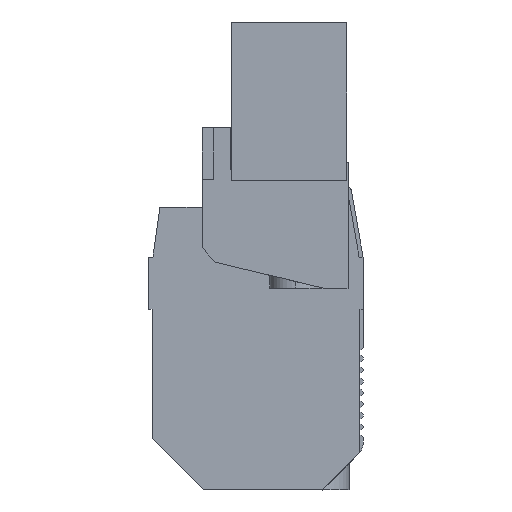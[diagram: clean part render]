
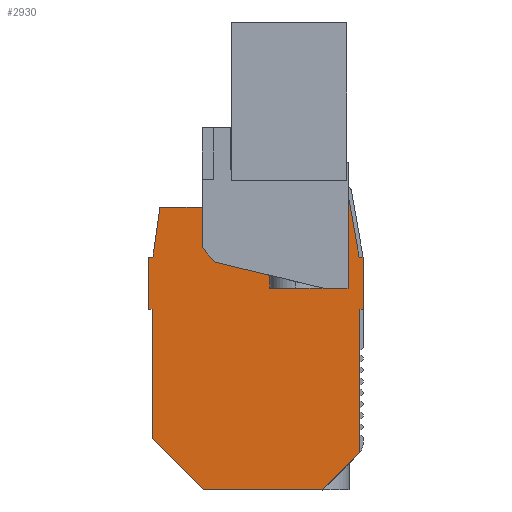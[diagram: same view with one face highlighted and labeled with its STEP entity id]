
A CAD part, left-side view. The second image highlights one B-rep face of the part: STEP entity #2930.
In plain terms, the highlighted planar face has unit normal (-1, 0, 0).
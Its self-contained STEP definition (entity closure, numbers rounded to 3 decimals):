
#2821=AXIS2_PLACEMENT_3D('Plane Axis2P3D',#2818,#2819,#2820) ;
#1345=CARTESIAN_POINT('Vertex',(7.175,12.7,27.207)) ;
#1348=CARTESIAN_POINT('Line Origine',(7.175,12.7,28.207)) ;
#1352=CARTESIAN_POINT('Vertex',(7.175,12.7,29.207)) ;
#2112=CARTESIAN_POINT('Line Origine',(7.175,7.14,29.207)) ;
#2116=CARTESIAN_POINT('Vertex',(7.175,1.58,29.207)) ;
#2666=CARTESIAN_POINT('Vertex',(7.175,19.535,27.207)) ;
#2669=CARTESIAN_POINT('Line Origine',(7.175,16.117,27.207)) ;
#2818=CARTESIAN_POINT('Axis2P3D Location',(7.175,15.35,0.7)) ;
#2823=CARTESIAN_POINT('Line Origine',(7.175,19.872,24.803)) ;
#2827=CARTESIAN_POINT('Vertex',(7.175,20.21,22.4)) ;
#2830=CARTESIAN_POINT('Line Origine',(7.175,20.405,22.4)) ;
#2834=CARTESIAN_POINT('Vertex',(7.175,20.6,22.4)) ;
#2837=CARTESIAN_POINT('Line Origine',(7.175,20.6,19.9)) ;
#2841=CARTESIAN_POINT('Vertex',(7.175,20.6,17.4)) ;
#2844=CARTESIAN_POINT('Line Origine',(7.175,20.45,17.4)) ;
#2848=CARTESIAN_POINT('Vertex',(7.175,20.3,17.4)) ;
#2851=CARTESIAN_POINT('Line Origine',(7.175,20.3,11.168)) ;
#2855=CARTESIAN_POINT('Vertex',(7.175,20.3,4.936)) ;
#2858=CARTESIAN_POINT('Line Origine',(7.175,17.832,2.468)) ;
#2862=CARTESIAN_POINT('Vertex',(7.175,15.364,0.)) ;
#2865=CARTESIAN_POINT('Line Origine',(7.175,9.625,0.)) ;
#2869=CARTESIAN_POINT('Vertex',(7.175,3.886,0.)) ;
#2872=CARTESIAN_POINT('Line Origine',(7.175,2.093,1.793)) ;
#2876=CARTESIAN_POINT('Vertex',(7.175,0.3,3.586)) ;
#2879=CARTESIAN_POINT('Line Origine',(7.175,0.3,10.493)) ;
#2883=CARTESIAN_POINT('Vertex',(7.175,0.3,17.4)) ;
#2886=CARTESIAN_POINT('Line Origine',(7.175,0.15,17.4)) ;
#2890=CARTESIAN_POINT('Vertex',(7.175,0.,17.4)) ;
#2893=CARTESIAN_POINT('Line Origine',(7.175,0.,19.9)) ;
#2897=CARTESIAN_POINT('Vertex',(7.175,0.,22.4)) ;
#2900=CARTESIAN_POINT('Line Origine',(7.175,0.19,22.4)) ;
#2904=CARTESIAN_POINT('Vertex',(7.175,0.38,22.4)) ;
#2907=CARTESIAN_POINT('Line Origine',(7.175,0.98,25.803)) ;
#1349=DIRECTION('Vector Direction',(0.,0.,-1.)) ;
#2113=DIRECTION('Vector Direction',(0.,1.,0.)) ;
#2670=DIRECTION('Vector Direction',(0.,-1.,0.)) ;
#2819=DIRECTION('Axis2P3D Direction',(-1.,0.,0.)) ;
#2820=DIRECTION('Axis2P3D XDirection',(0.,-1.,0.)) ;
#2824=DIRECTION('Vector Direction',(0.,-0.139,0.99)) ;
#2831=DIRECTION('Vector Direction',(0.,-1.,0.)) ;
#2838=DIRECTION('Vector Direction',(0.,0.,1.)) ;
#2845=DIRECTION('Vector Direction',(0.,1.,0.)) ;
#2852=DIRECTION('Vector Direction',(0.,0.,1.)) ;
#2859=DIRECTION('Vector Direction',(0.,0.707,0.707)) ;
#2866=DIRECTION('Vector Direction',(0.,1.,0.)) ;
#2873=DIRECTION('Vector Direction',(0.,0.707,-0.707)) ;
#2880=DIRECTION('Vector Direction',(0.,0.,1.)) ;
#2887=DIRECTION('Vector Direction',(0.,1.,0.)) ;
#2894=DIRECTION('Vector Direction',(0.,0.,-1.)) ;
#2901=DIRECTION('Vector Direction',(0.,-1.,0.)) ;
#2908=DIRECTION('Vector Direction',(0.,0.174,0.985)) ;
#1350=VECTOR('Line Direction',#1349,1.) ;
#2114=VECTOR('Line Direction',#2113,1.) ;
#2671=VECTOR('Line Direction',#2670,1.) ;
#2825=VECTOR('Line Direction',#2824,1.) ;
#2832=VECTOR('Line Direction',#2831,1.) ;
#2839=VECTOR('Line Direction',#2838,1.) ;
#2846=VECTOR('Line Direction',#2845,1.) ;
#2853=VECTOR('Line Direction',#2852,1.) ;
#2860=VECTOR('Line Direction',#2859,1.) ;
#2867=VECTOR('Line Direction',#2866,1.) ;
#2874=VECTOR('Line Direction',#2873,1.) ;
#2881=VECTOR('Line Direction',#2880,1.) ;
#2888=VECTOR('Line Direction',#2887,1.) ;
#2895=VECTOR('Line Direction',#2894,1.) ;
#2902=VECTOR('Line Direction',#2901,1.) ;
#2909=VECTOR('Line Direction',#2908,1.) ;
#2913=ORIENTED_EDGE('',*,*,#1354,.T.) ;
#2914=ORIENTED_EDGE('',*,*,#2673,.F.) ;
#2915=ORIENTED_EDGE('',*,*,#2829,.F.) ;
#2916=ORIENTED_EDGE('',*,*,#2836,.F.) ;
#2917=ORIENTED_EDGE('',*,*,#2843,.F.) ;
#2918=ORIENTED_EDGE('',*,*,#2850,.F.) ;
#2919=ORIENTED_EDGE('',*,*,#2857,.F.) ;
#2920=ORIENTED_EDGE('',*,*,#2864,.F.) ;
#2921=ORIENTED_EDGE('',*,*,#2871,.F.) ;
#2922=ORIENTED_EDGE('',*,*,#2878,.F.) ;
#2923=ORIENTED_EDGE('',*,*,#2885,.T.) ;
#2924=ORIENTED_EDGE('',*,*,#2892,.F.) ;
#2925=ORIENTED_EDGE('',*,*,#2899,.F.) ;
#2926=ORIENTED_EDGE('',*,*,#2906,.F.) ;
#2927=ORIENTED_EDGE('',*,*,#2911,.T.) ;
#2928=ORIENTED_EDGE('',*,*,#2118,.T.) ;
#2930=ADVANCED_FACE('HOUSING',(#2929),#2822,.T.) ;
#1354=EDGE_CURVE('',#1353,#1346,#1351,.T.) ;
#2118=EDGE_CURVE('',#2117,#1353,#2115,.T.) ;
#2673=EDGE_CURVE('',#2667,#1346,#2672,.T.) ;
#2829=EDGE_CURVE('',#2828,#2667,#2826,.T.) ;
#2836=EDGE_CURVE('',#2835,#2828,#2833,.T.) ;
#2843=EDGE_CURVE('',#2842,#2835,#2840,.T.) ;
#2850=EDGE_CURVE('',#2849,#2842,#2847,.T.) ;
#2857=EDGE_CURVE('',#2856,#2849,#2854,.T.) ;
#2864=EDGE_CURVE('',#2863,#2856,#2861,.T.) ;
#2871=EDGE_CURVE('',#2870,#2863,#2868,.T.) ;
#2878=EDGE_CURVE('',#2877,#2870,#2875,.T.) ;
#2885=EDGE_CURVE('',#2877,#2884,#2882,.T.) ;
#2892=EDGE_CURVE('',#2891,#2884,#2889,.T.) ;
#2899=EDGE_CURVE('',#2898,#2891,#2896,.T.) ;
#2906=EDGE_CURVE('',#2905,#2898,#2903,.T.) ;
#2911=EDGE_CURVE('',#2905,#2117,#2910,.T.) ;
#2912=EDGE_LOOP('',(#2913,#2914,#2915,#2916,#2917,#2918,#2919,#2920,#2921,#2922,#2923,#2924,#2925,#2926,#2927,#2928)) ;
#2929=FACE_OUTER_BOUND('',#2912,.T.) ;
#1351=LINE('Line',#1348,#1350) ;
#2115=LINE('Line',#2112,#2114) ;
#2672=LINE('Line',#2669,#2671) ;
#2826=LINE('Line',#2823,#2825) ;
#2833=LINE('Line',#2830,#2832) ;
#2840=LINE('Line',#2837,#2839) ;
#2847=LINE('Line',#2844,#2846) ;
#2854=LINE('Line',#2851,#2853) ;
#2861=LINE('Line',#2858,#2860) ;
#2868=LINE('Line',#2865,#2867) ;
#2875=LINE('Line',#2872,#2874) ;
#2882=LINE('Line',#2879,#2881) ;
#2889=LINE('Line',#2886,#2888) ;
#2896=LINE('Line',#2893,#2895) ;
#2903=LINE('Line',#2900,#2902) ;
#2910=LINE('Line',#2907,#2909) ;
#2822=PLANE('',#2821) ;
#1346=VERTEX_POINT('',#1345) ;
#1353=VERTEX_POINT('',#1352) ;
#2117=VERTEX_POINT('',#2116) ;
#2667=VERTEX_POINT('',#2666) ;
#2828=VERTEX_POINT('',#2827) ;
#2835=VERTEX_POINT('',#2834) ;
#2842=VERTEX_POINT('',#2841) ;
#2849=VERTEX_POINT('',#2848) ;
#2856=VERTEX_POINT('',#2855) ;
#2863=VERTEX_POINT('',#2862) ;
#2870=VERTEX_POINT('',#2869) ;
#2877=VERTEX_POINT('',#2876) ;
#2884=VERTEX_POINT('',#2883) ;
#2891=VERTEX_POINT('',#2890) ;
#2898=VERTEX_POINT('',#2897) ;
#2905=VERTEX_POINT('',#2904) ;
